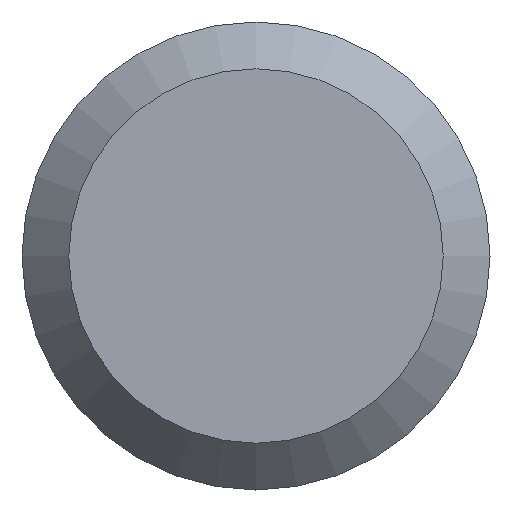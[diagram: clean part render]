
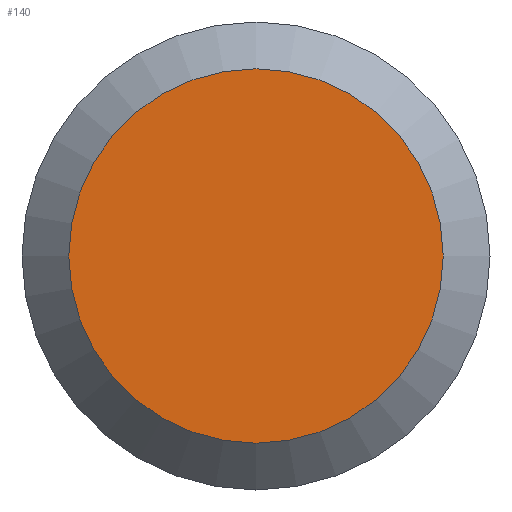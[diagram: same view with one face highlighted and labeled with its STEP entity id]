
A CAD part, left-side view. The second image highlights one B-rep face of the part: STEP entity #140.
In plain terms, the highlighted planar face has unit normal (-1, 0, 0).
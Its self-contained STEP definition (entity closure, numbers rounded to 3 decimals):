
#4 = CIRCLE ( 'NONE', #6, 0.68 ) ;
#6 = AXIS2_PLACEMENT_3D ( 'NONE', #132, #172, #213 ) ;
#9 = FACE_OUTER_BOUND ( 'NONE', #100, .T. ) ;
#52 = PLANE ( 'NONE',  #115 ) ;
#68 = ORIENTED_EDGE ( 'NONE', *, *, #109, .T. ) ;
#70 = CARTESIAN_POINT ( 'NONE',  ( 0., 0., -0.68 ) ) ;
#100 = EDGE_LOOP ( 'NONE', ( #68 ) ) ;
#109 = EDGE_CURVE ( 'NONE', #148, #148, #4, .T. ) ;
#115 = AXIS2_PLACEMENT_3D ( 'NONE', #177, #128, #190 ) ;
#128 = DIRECTION ( 'NONE',  ( 1., 0., 0. ) ) ;
#132 = CARTESIAN_POINT ( 'NONE',  ( 0., 0., 0. ) ) ;
#140 = ADVANCED_FACE ( 'NONE', ( #9 ), #52, .F. ) ;
#148 = VERTEX_POINT ( 'NONE', #70 ) ;
#172 = DIRECTION ( 'NONE',  ( -1., 0., 0. ) ) ;
#177 = CARTESIAN_POINT ( 'NONE',  ( 0., 0.85, 0. ) ) ;
#190 = DIRECTION ( 'NONE',  ( 0., 0., -1. ) ) ;
#213 = DIRECTION ( 'NONE',  ( 0., 0., -1. ) ) ;
